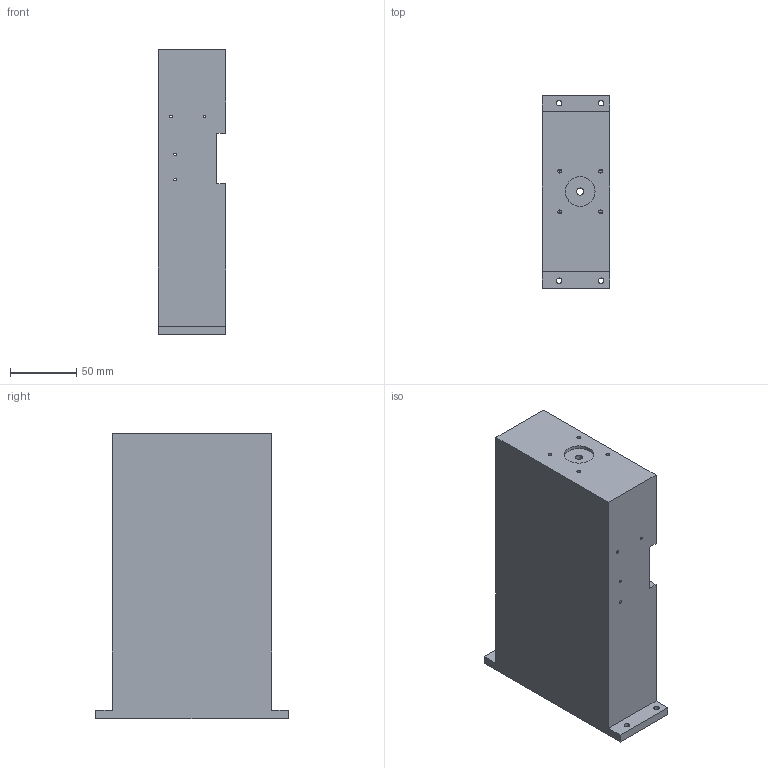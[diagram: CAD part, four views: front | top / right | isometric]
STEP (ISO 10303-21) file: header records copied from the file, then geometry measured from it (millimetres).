
FILE_DESCRIPTION (( 'STEP AP214' ), '1' );
FILE_NAME ('1x DESTACKER V2 2. Elevator well.STEP', '2024-07-03T07:12:50', ( '' ), ( '' ), 'SwSTEP 2.0', 'SolidWorks 2023', '' );
FILE_SCHEMA (( 'AUTOMOTIVE_DESIGN' ));
Length unit declared in the file: inch
Products named in the file (1): 1x DESTACKER V2 2. Elevator well
Bounding box: 50.8 x 146.05 x 215.9 mm (x, y, z)
Volume: 401177.8 mm3; surface area: 126503.8 mm2
Topology: 1 solids, 1 shells, 126 faces, 334 edges, 208 vertices
Faces by surface type: cylinder 74, plane 42, sphere 8, torus 2
Entity records: 4007 total; most frequent: DIRECTION 722, CARTESIAN_POINT 695, ORIENTED_EDGE 652, EDGE_CURVE 326, AXIS2_PLACEMENT_3D 273, VERTEX_POINT 208, LINE 176, VECTOR 176
